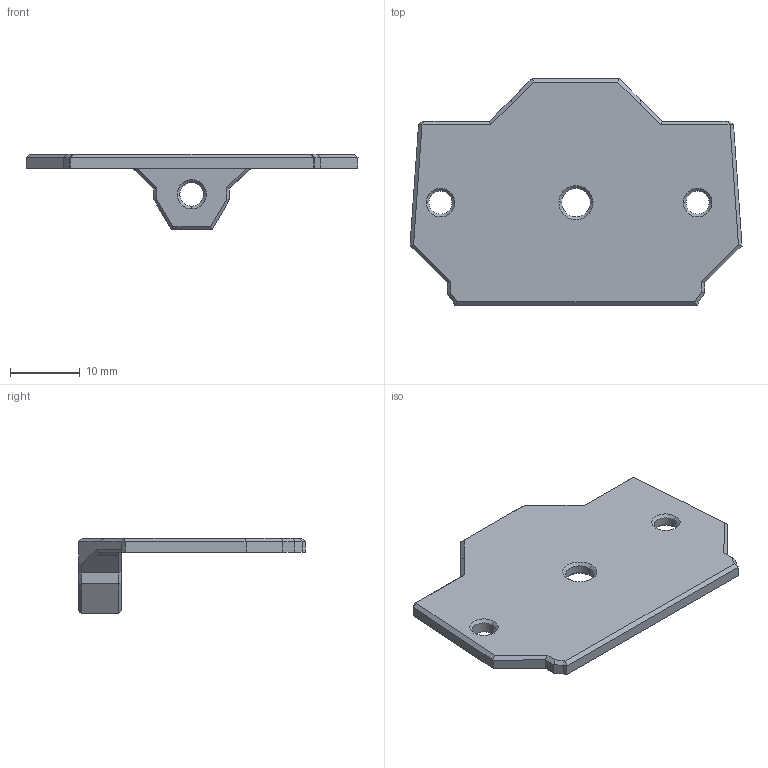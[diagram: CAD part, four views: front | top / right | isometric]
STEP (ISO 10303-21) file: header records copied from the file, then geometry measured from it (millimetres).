
FILE_DESCRIPTION (( 'STEP AP214' ), '1' );
FILE_NAME ('Orb2 Adapter Plate_3mm Spacer.STEP', '2024-10-08T23:04:43', ( '' ), ( '' ), 'SwSTEP 2.0', 'SolidWorks 2024', '' );
FILE_SCHEMA (( 'AUTOMOTIVE_DESIGN' ));
Length unit declared in the file: metre
Products named in the file (1): Orb2 Adapter Plate_3mm Spacer
Bounding box: 47.76 x 32.64 x 10.86 mm (x, y, z)
Volume: 3016.1 mm3; surface area: 3104.4 mm2
Topology: 1 solids, 1 shells, 90 faces, 224 edges, 136 vertices
Faces by surface type: plane 64, cone 14, cylinder 12
Entity records: 2641 total; most frequent: CARTESIAN_POINT 463, ORIENTED_EDGE 448, DIRECTION 436, EDGE_CURVE 224, VECTOR 186, LINE 186, VERTEX_POINT 136, AXIS2_PLACEMENT_3D 125
